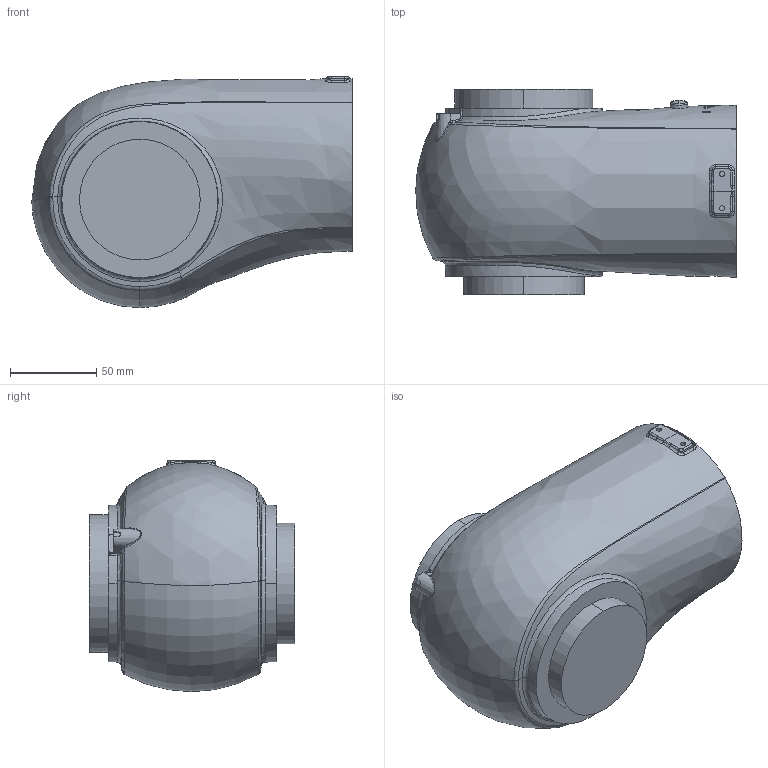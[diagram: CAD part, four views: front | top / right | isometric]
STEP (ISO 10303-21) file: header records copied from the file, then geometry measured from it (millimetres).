
FILE_DESCRIPTION (( 'STEP AP203' ), '1' );
FILE_NAME ('A3_Default_sldprt.STEP', '2021-04-18T17:54:20', ( '' ), ( '' ), 'SwSTEP 2.0', 'SolidWorks 2020', '' );
FILE_SCHEMA (( 'CONFIG_CONTROL_DESIGN' ));
Length unit declared in the file: millimetre
Products named in the file (1): A3_Default_sldprt
Bounding box: 185.91 x 119.2 x 134.22 mm (x, y, z)
Volume: 1692517.1 mm3; surface area: 86822.7 mm2
Topology: 1 solids, 1 shells, 338 faces, 752 edges, 427 vertices
Faces by surface type: bspline 119, cylinder 100, plane 58, sphere 42, torus 12, cone 7
Entity records: 15235 total; most frequent: CARTESIAN_POINT 8569, ORIENTED_EDGE 1504, DIRECTION 1211, EDGE_CURVE 752, AXIS2_PLACEMENT_3D 514, VERTEX_POINT 427, EDGE_LOOP 349, FACE_OUTER_BOUND 338
